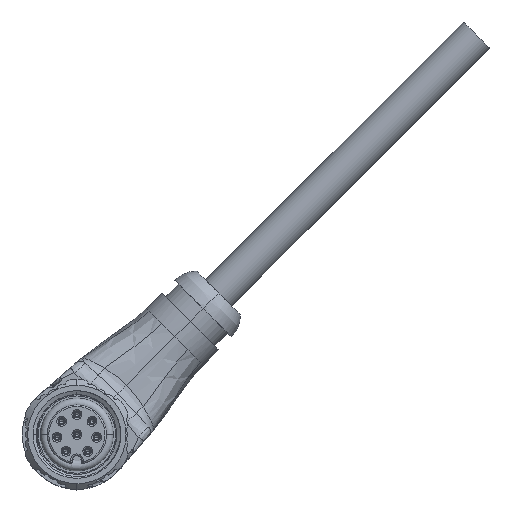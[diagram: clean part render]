
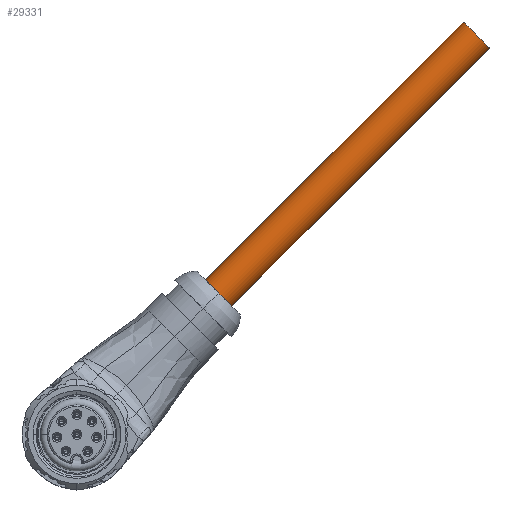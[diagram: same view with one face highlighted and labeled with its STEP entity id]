
A CAD part, top view. The second image highlights one B-rep face of the part: STEP entity #29331.
In plain terms, the highlighted cylindrical face has radius 2.54 mm (diameter 5.08 mm), a partial arc.
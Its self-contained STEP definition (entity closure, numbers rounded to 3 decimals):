
#10945=CARTESIAN_POINT('',(19.445,19.445,-20.4));
#10946=DIRECTION('',(0.707,0.707,0.));
#10947=DIRECTION('',(-0.707,0.707,0.));
#10948=AXIS2_PLACEMENT_3D('',#10945,#10946,#10947);
#10950=DIRECTION('',(0.707,0.707,0.));
#10951=VECTOR('',#10950,50.038);
#10952=CARTESIAN_POINT('',(21.241,17.649,-20.4));
#10953=LINE('',#10952,#10951);
#10954=DIRECTION('',(0.707,0.707,0.));
#10955=VECTOR('',#10954,50.038);
#10956=CARTESIAN_POINT('',(17.649,21.241,-20.4));
#10957=LINE('',#10956,#10955);
#10963=CARTESIAN_POINT('',(54.828,54.828,-20.4));
#10964=DIRECTION('',(0.707,0.707,0.));
#10965=DIRECTION('',(-0.707,0.707,0.));
#10966=AXIS2_PLACEMENT_3D('',#10963,#10964,#10965);
#15377=CARTESIAN_POINT('',(56.624,53.032,-20.4));
#15378=CARTESIAN_POINT('',(53.032,56.624,-20.4));
#15379=VERTEX_POINT('',#15377);
#15380=VERTEX_POINT('',#15378);
#15381=CARTESIAN_POINT('',(21.241,17.649,-20.4));
#15382=CARTESIAN_POINT('',(17.649,21.241,-20.4));
#15383=VERTEX_POINT('',#15381);
#15384=VERTEX_POINT('',#15382);
#29319=CARTESIAN_POINT('',(19.445,19.445,-20.4));
#29320=DIRECTION('',(0.707,0.707,0.));
#29321=DIRECTION('',(0.707,-0.707,0.));
#29322=AXIS2_PLACEMENT_3D('',#29319,#29320,#29321);
#29323=CYLINDRICAL_SURFACE('',#29322,2.54);
#29324=ORIENTED_EDGE('',*,*,#29299,.F.);
#29325=ORIENTED_EDGE('',*,*,#29314,.T.);
#29327=ORIENTED_EDGE('',*,*,#29326,.T.);
#29328=ORIENTED_EDGE('',*,*,#29310,.F.);
#29329=EDGE_LOOP('',(#29324,#29325,#29327,#29328));
#29330=FACE_OUTER_BOUND('',#29329,.F.);
#29331=ADVANCED_FACE('',(#29330),#29323,.T.);
#10949=CIRCLE('',#10948,2.54);
#10967=CIRCLE('',#10966,2.54);
#29299=EDGE_CURVE('',#15384,#15383,#10949,.T.);
#29310=EDGE_CURVE('',#15383,#15379,#10953,.T.);
#29314=EDGE_CURVE('',#15384,#15380,#10957,.T.);
#29326=EDGE_CURVE('',#15380,#15379,#10967,.T.);
